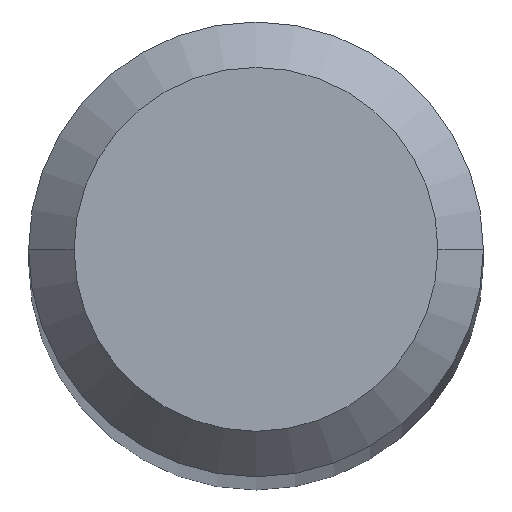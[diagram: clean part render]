
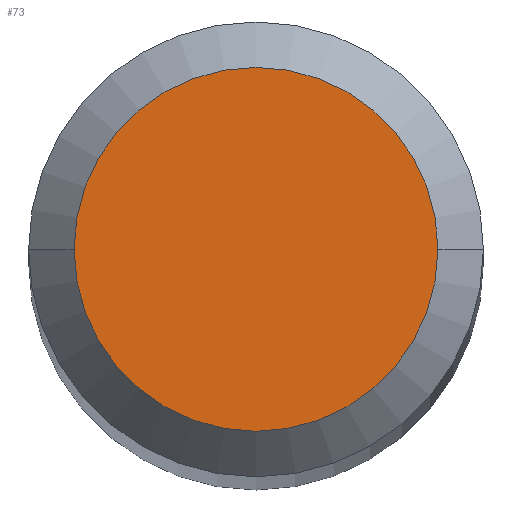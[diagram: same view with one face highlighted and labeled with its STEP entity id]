
A CAD part, top view. The second image highlights one B-rep face of the part: STEP entity #73.
In plain terms, the highlighted planar face has unit normal (0, 0, 1).
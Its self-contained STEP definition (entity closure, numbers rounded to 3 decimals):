
#57=PLANE('',#432);
#73=ADVANCED_FACE('',(#94),#57,.F.);
#94=FACE_OUTER_BOUND('',#111,.T.);
#111=EDGE_LOOP('',(#192,#193));
#124=CIRCLE('',#428,1.2);
#125=CIRCLE('',#430,1.2);
#192=ORIENTED_EDGE('',*,*,#246,.F.);
#193=ORIENTED_EDGE('',*,*,#244,.F.);
#213=VERTEX_POINT('',#673);
#214=VERTEX_POINT('',#675);
#244=EDGE_CURVE('',#213,#214,#124,.T.);
#246=EDGE_CURVE('',#214,#213,#125,.T.);
#428=AXIS2_PLACEMENT_3D('',#674,#533,#534);
#430=AXIS2_PLACEMENT_3D('',#678,#538,#539);
#432=AXIS2_PLACEMENT_3D('',#680,#542,#543);
#533=DIRECTION('',(0.,0.,-1.));
#534=DIRECTION('',(1.,0.,0.));
#538=DIRECTION('',(0.,0.,-1.));
#539=DIRECTION('',(-1.,0.,0.));
#542=DIRECTION('',(0.,0.,-1.));
#543=DIRECTION('',(-1.,0.,0.));
#673=CARTESIAN_POINT('',(1.2,0.,100.));
#674=CARTESIAN_POINT('',(0.,0.,100.));
#675=CARTESIAN_POINT('',(-1.2,0.,100.));
#678=CARTESIAN_POINT('',(0.,0.,100.));
#680=CARTESIAN_POINT('',(0.,0.,100.));
